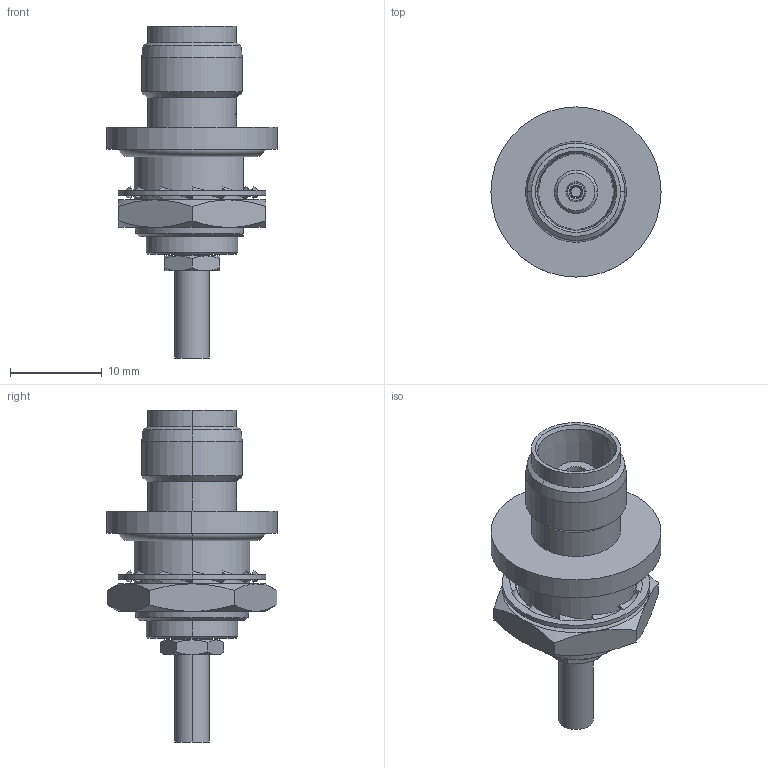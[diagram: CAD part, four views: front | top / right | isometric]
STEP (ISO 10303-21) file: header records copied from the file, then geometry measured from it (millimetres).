
FILE_DESCRIPTION (( 'STEP AP214' ), '1' );
FILE_NAME ('J01011A0058.STEP', '2015-04-22T13:24:36', ( '' ), ( '' ), 'SwSTEP 2.0', 'SolidWorks 2014', '' );
FILE_SCHEMA (( 'AUTOMOTIVE_DESIGN' ));
Length unit declared in the file: millimetre
Products named in the file (1): J01011A0058
Bounding box: 18.5 x 18.5 x 36.1 mm (x, y, z)
Volume: 3011.4 mm3; surface area: 2900.7 mm2
Topology: 3 solids, 3 shells, 246 faces, 621 edges, 396 vertices
Faces by surface type: plane 81, cone 56, cylinder 51, bspline 48, torus 10
Entity records: 10790 total; most frequent: CARTESIAN_POINT 2528, ORIENTED_EDGE 1242, DIRECTION 1006, EDGE_CURVE 621, VERTEX_POINT 396, AXIS2_PLACEMENT_3D 370, EDGE_LOOP 267, LINE 266
